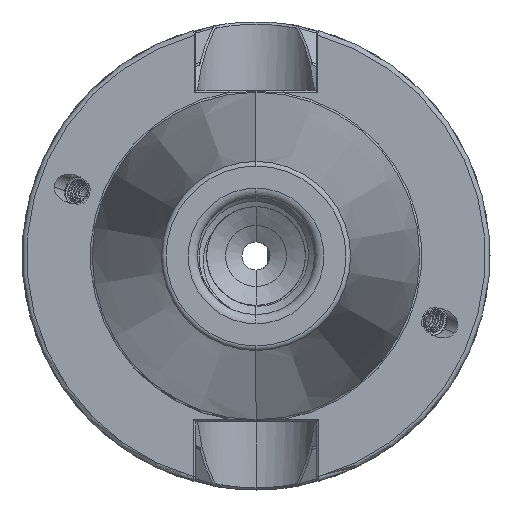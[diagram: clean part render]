
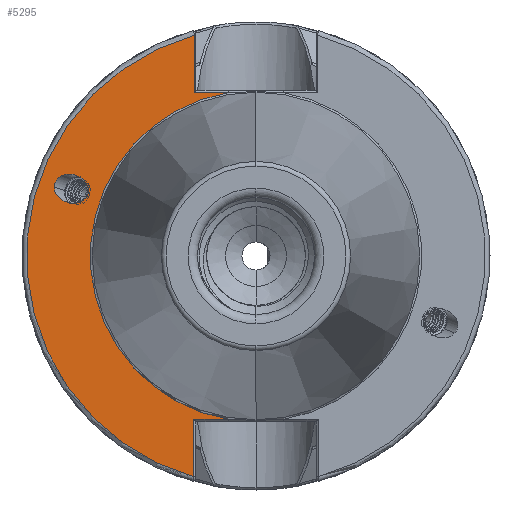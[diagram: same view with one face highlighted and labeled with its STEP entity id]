
A CAD part, left-side view. The second image highlights one B-rep face of the part: STEP entity #5295.
In plain terms, the highlighted planar face has unit normal (-1, 0, 0).
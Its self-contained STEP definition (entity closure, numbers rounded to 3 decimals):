
#964 = CARTESIAN_POINT ( 'NONE',  ( 0., 13.194, 0. ) ) ;
#974 = DIRECTION ( 'NONE',  ( 0., 0., 1. ) ) ;
#990 = CARTESIAN_POINT ( 'NONE',  ( 0., -12.85, -34.9 ) ) ;
#991 = DIRECTION ( 'NONE',  ( 0., -1., 0. ) ) ;
#1062 = CARTESIAN_POINT ( 'NONE',  ( 0., 0., 0. ) ) ;
#1069 = DIRECTION ( 'NONE',  ( 1., 0., 0. ) ) ;
#1072 = DIRECTION ( 'NONE',  ( 0., 1., 0. ) ) ;
#1093 = CARTESIAN_POINT ( 'NONE',  ( 0., 35.398, 34.9 ) ) ;
#1116 = DIRECTION ( 'NONE',  ( 0., 0., -1. ) ) ;
#1581 = DIRECTION ( 'NONE',  ( 0., 0., -1. ) ) ;
#1584 = CARTESIAN_POINT ( 'NONE',  ( 0., 43.118, 14.766 ) ) ;
#1585 = CARTESIAN_POINT ( 'NONE',  ( 0., 37.57, 8.69 ) ) ;
#1595 = DIRECTION ( 'NONE',  ( 1., 0., 0. ) ) ;
#1609 = CARTESIAN_POINT ( 'NONE',  ( 0., 0., 0. ) ) ;
#1620 = CARTESIAN_POINT ( 'NONE',  ( 0., 43.118, 9.99 ) ) ;
#1633 = CARTESIAN_POINT ( 'NONE',  ( 0., 35.968, 13.091 ) ) ;
#1952 = CARTESIAN_POINT ( 'NONE',  ( 0., 35.816, 13.963 ) ) ;
#1960 = CARTESIAN_POINT ( 'NONE',  ( 0., 35.816, 20.184 ) ) ;
#2011 = CARTESIAN_POINT ( 'NONE',  ( 0., 43.118, 20.987 ) ) ;
#2015 = CARTESIAN_POINT ( 'NONE',  ( 0., 43.118, 14.766 ) ) ;
#2464 = CARTESIAN_POINT ( 'NONE',  ( 0., 35.968, 13.091 ) ) ;
#2481 = CARTESIAN_POINT ( 'NONE',  ( 0., 35.867, 13.369 ) ) ;
#2519 = CARTESIAN_POINT ( 'NONE',  ( 0., 35.816, 13.963 ) ) ;
#2533 = CARTESIAN_POINT ( 'NONE',  ( 0., 35.816, 13.662 ) ) ;
#5063 =( BOUNDED_CURVE ( )  B_SPLINE_CURVE ( 3, ( #1584, #1620, #1585, #1633 ),
 .UNSPECIFIED., .F., .F. ) 
 B_SPLINE_CURVE_WITH_KNOTS ( ( 4, 4 ),
 ( 3.431, 6.283 ),
 .UNSPECIFIED. ) 
 CURVE ( )  GEOMETRIC_REPRESENTATION_ITEM ( )  RATIONAL_B_SPLINE_CURVE ( ( 1., 0.43, 0.43, 1. ) ) 
 REPRESENTATION_ITEM ( '' )  );
#5108 =( BOUNDED_CURVE ( )  B_SPLINE_CURVE ( 3, ( #1952, #1960, #2011, #2015 ),
 .UNSPECIFIED., .F., .F. ) 
 B_SPLINE_CURVE_WITH_KNOTS ( ( 4, 4 ),
 ( 0.29, 3.431 ),
 .UNSPECIFIED. ) 
 CURVE ( )  GEOMETRIC_REPRESENTATION_ITEM ( )  RATIONAL_B_SPLINE_CURVE ( ( 1., 0.333, 0.333, 1. ) ) 
 REPRESENTATION_ITEM ( '' )  );
#5136 =( BOUNDED_CURVE ( )  B_SPLINE_CURVE ( 3, ( #2464, #2481, #2533, #2519 ),
 .UNSPECIFIED., .F., .F. ) 
 B_SPLINE_CURVE_WITH_KNOTS ( ( 4, 4 ),
 ( 0., 0.29 ),
 .UNSPECIFIED. ) 
 CURVE ( )  GEOMETRIC_REPRESENTATION_ITEM ( )  RATIONAL_B_SPLINE_CURVE ( ( 1., 0.993, 0.993, 1. ) ) 
 REPRESENTATION_ITEM ( '' )  );
#5295 = ADVANCED_FACE ( 'NONE', ( #11414, #11392 ), #18426, .T. ) ;
#8090 = AXIS2_PLACEMENT_3D ( 'NONE', #18429, #18432, #18433 ) ;
#8759 = LINE ( 'NONE', #21121, #8763 ) ;
#8763 = VECTOR ( 'NONE', #21122, 1000. ) ;
#8790 = VECTOR ( 'NONE', #1072, 1000. ) ;
#8825 = VECTOR ( 'NONE', #991, 1000. ) ;
#8827 = VECTOR ( 'NONE', #974, 1000. ) ;
#8833 = LINE ( 'NONE', #964, #8827 ) ;
#8838 = CIRCLE ( 'NONE', #10365, 49. ) ;
#8844 = CIRCLE ( 'NONE', #10380, 35.398 ) ;
#8846 = LINE ( 'NONE', #1093, #8790 ) ;
#8847 = LINE ( 'NONE', #990, #8825 ) ;
#10365 = AXIS2_PLACEMENT_3D ( 'NONE', #1609, #1595, #1581 ) ;
#10380 = AXIS2_PLACEMENT_3D ( 'NONE', #1062, #1069, #1116 ) ;
#11392 = FACE_OUTER_BOUND ( 'NONE', #23873, .T. ) ;
#11414 = FACE_BOUND ( 'NONE', #16789, .T. ) ;
#13815 = VERTEX_POINT ( 'NONE', #19082 ) ;
#13824 = VERTEX_POINT ( 'NONE', #19080 ) ;
#13825 = VERTEX_POINT ( 'NONE', #19052 ) ;
#13851 = VERTEX_POINT ( 'NONE', #19145 ) ;
#13856 = VERTEX_POINT ( 'NONE', #19165 ) ;
#13883 = VERTEX_POINT ( 'NONE', #19124 ) ;
#13900 = VERTEX_POINT ( 'NONE', #19234 ) ;
#13912 = VERTEX_POINT ( 'NONE', #19219 ) ;
#13926 = VERTEX_POINT ( 'NONE', #19215 ) ;
#14519 = ORIENTED_EDGE ( 'NONE', *, *, #23604, .T. ) ;
#14530 = ORIENTED_EDGE ( 'NONE', *, *, #23609, .T. ) ;
#14541 = ORIENTED_EDGE ( 'NONE', *, *, #23703, .F. ) ;
#14568 = ORIENTED_EDGE ( 'NONE', *, *, #23562, .F. ) ;
#14575 = ORIENTED_EDGE ( 'NONE', *, *, #23611, .T. ) ;
#14586 = ORIENTED_EDGE ( 'NONE', *, *, #23560, .F. ) ;
#14589 = ORIENTED_EDGE ( 'NONE', *, *, #23645, .F. ) ;
#14592 = ORIENTED_EDGE ( 'NONE', *, *, #23599, .T. ) ;
#14645 = ORIENTED_EDGE ( 'NONE', *, *, #23516, .T. ) ;
#16789 = EDGE_LOOP ( 'NONE', ( #14541, #14568, #14589 ) ) ;
#18426 = PLANE ( 'NONE',  #8090 ) ;
#18429 = CARTESIAN_POINT ( 'NONE',  ( 0., 35.398, 0. ) ) ;
#18432 = DIRECTION ( 'NONE',  ( -1., 0., 0. ) ) ;
#18433 = DIRECTION ( 'NONE',  ( 0., 0., 1. ) ) ;
#19052 = CARTESIAN_POINT ( 'NONE',  ( 0., 5.916, 34.9 ) ) ;
#19080 = CARTESIAN_POINT ( 'NONE',  ( 0., 13.194, 47.19 ) ) ;
#19082 = CARTESIAN_POINT ( 'NONE',  ( 0., 5.916, -34.9 ) ) ;
#19124 = CARTESIAN_POINT ( 'NONE',  ( 0., 35.816, 13.963 ) ) ;
#19145 = CARTESIAN_POINT ( 'NONE',  ( 0., 13.279, -47.166 ) ) ;
#19165 = CARTESIAN_POINT ( 'NONE',  ( 0., 13.279, -34.9 ) ) ;
#19215 = CARTESIAN_POINT ( 'NONE',  ( 0., 35.968, 13.091 ) ) ;
#19219 = CARTESIAN_POINT ( 'NONE',  ( 0., 13.194, 34.9 ) ) ;
#19234 = CARTESIAN_POINT ( 'NONE',  ( 0., 43.118, 14.766 ) ) ;
#21121 = CARTESIAN_POINT ( 'NONE',  ( 0., 13.279, -35.4 ) ) ;
#21122 = DIRECTION ( 'NONE',  ( 0., 0., 1. ) ) ;
#23516 = EDGE_CURVE ( 'NONE', #13851, #13856, #8759, .T. ) ;
#23560 = EDGE_CURVE ( 'NONE', #13851, #13824, #8838, .T. ) ;
#23562 = EDGE_CURVE ( 'NONE', #13900, #13926, #5063, .T. ) ;
#23599 = EDGE_CURVE ( 'NONE', #13856, #13815, #8847, .T. ) ;
#23604 = EDGE_CURVE ( 'NONE', #13912, #13824, #8833, .T. ) ;
#23609 = EDGE_CURVE ( 'NONE', #13815, #13825, #8844, .T. ) ;
#23611 = EDGE_CURVE ( 'NONE', #13825, #13912, #8846, .T. ) ;
#23645 = EDGE_CURVE ( 'NONE', #13883, #13900, #5108, .T. ) ;
#23703 = EDGE_CURVE ( 'NONE', #13926, #13883, #5136, .T. ) ;
#23873 = EDGE_LOOP ( 'NONE', ( #14586, #14645, #14592, #14530, #14575, #14519 ) ) ;
